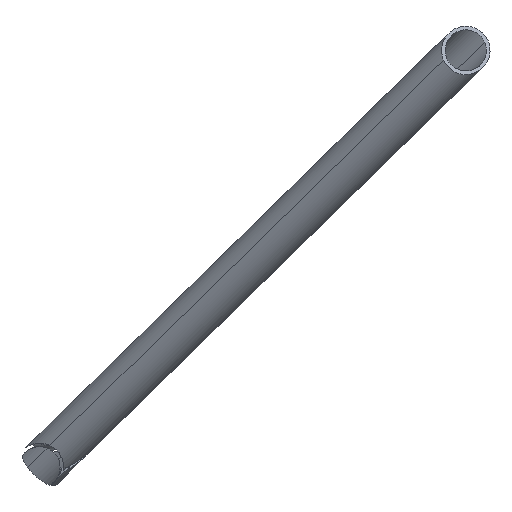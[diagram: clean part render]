
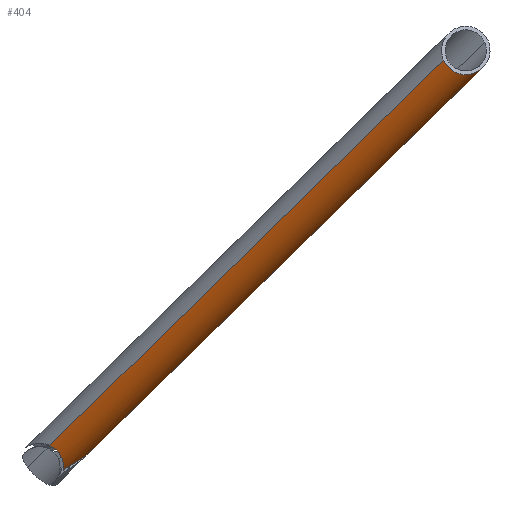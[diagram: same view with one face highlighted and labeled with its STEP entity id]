
A CAD part, front view. The second image highlights one B-rep face of the part: STEP entity #404.
In plain terms, the highlighted cylindrical face has radius 10 mm (diameter 20 mm), a partial arc.
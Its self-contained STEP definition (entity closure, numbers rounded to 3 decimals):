
#88=CARTESIAN_POINT('Vertex',(-2096.059,205.979,283.915)) ;
#90=CARTESIAN_POINT('Vertex',(-2114.399,193.591,275.937)) ;
#94=CARTESIAN_POINT('Control Point',(-2114.399,193.591,275.937)) ;
#95=CARTESIAN_POINT('Control Point',(-2114.116,193.424,275.287)) ;
#96=CARTESIAN_POINT('Control Point',(-2113.772,193.294,274.654)) ;
#97=CARTESIAN_POINT('Control Point',(-2113.368,193.204,274.047)) ;
#98=CARTESIAN_POINT('Control Point',(-2112.458,193.114,272.923)) ;
#99=CARTESIAN_POINT('Control Point',(-2111.361,193.196,271.978)) ;
#100=CARTESIAN_POINT('Control Point',(-2110.781,193.279,271.564)) ;
#101=CARTESIAN_POINT('Control Point',(-2109.696,193.497,270.925)) ;
#102=CARTESIAN_POINT('Control Point',(-2108.552,193.828,270.471)) ;
#103=CARTESIAN_POINT('Control Point',(-2108.042,193.994,270.308)) ;
#104=CARTESIAN_POINT('Control Point',(-2106.976,194.376,270.042)) ;
#105=CARTESIAN_POINT('Control Point',(-2105.909,194.828,269.926)) ;
#106=CARTESIAN_POINT('Control Point',(-2105.36,195.078,269.905)) ;
#107=CARTESIAN_POINT('Control Point',(-2103.908,195.785,269.946)) ;
#108=CARTESIAN_POINT('Control Point',(-2102.523,196.577,270.239)) ;
#109=CARTESIAN_POINT('Control Point',(-2101.694,197.097,270.513)) ;
#110=CARTESIAN_POINT('Control Point',(-2099.767,198.414,271.384)) ;
#111=CARTESIAN_POINT('Control Point',(-2098.149,199.793,272.706)) ;
#112=CARTESIAN_POINT('Control Point',(-2097.317,200.614,273.627)) ;
#113=CARTESIAN_POINT('Control Point',(-2096.199,201.931,275.325)) ;
#114=CARTESIAN_POINT('Control Point',(-2095.533,203.157,277.29)) ;
#115=CARTESIAN_POINT('Control Point',(-2095.349,203.613,278.085)) ;
#116=CARTESIAN_POINT('Control Point',(-2095.176,204.333,279.462)) ;
#117=CARTESIAN_POINT('Control Point',(-2095.25,204.959,280.888)) ;
#118=CARTESIAN_POINT('Control Point',(-2095.322,205.193,281.467)) ;
#119=CARTESIAN_POINT('Control Point',(-2095.491,205.504,282.311)) ;
#120=CARTESIAN_POINT('Control Point',(-2095.755,205.766,283.144)) ;
#121=CARTESIAN_POINT('Control Point',(-2095.847,205.842,283.404)) ;
#122=CARTESIAN_POINT('Control Point',(-2095.949,205.914,283.661)) ;
#123=CARTESIAN_POINT('Control Point',(-2096.059,205.979,283.915)) ;
#201=CARTESIAN_POINT('Line Origine',(326972.763,-194515.837,322242.377)) ;
#205=CARTESIAN_POINT('Vertex',(-2277.204,289.917,116.655)) ;
#208=CARTESIAN_POINT('Line Origine',(326982.948,-194498.624,322242.377)) ;
#212=CARTESIAN_POINT('Vertex',(-2100.061,208.347,280.)) ;
#215=CARTESIAN_POINT('Line Origine',(326982.948,-194498.624,322242.377)) ;
#219=CARTESIAN_POINT('Vertex',(-2266.456,306.797,117.206)) ;
#322=CARTESIAN_POINT('Axis2P3D Location',(-2193.249,251.864,193.811)) ;
#328=CARTESIAN_POINT('Control Point',(-2270.901,293.955,107.157)) ;
#329=CARTESIAN_POINT('Control Point',(-2271.128,294.183,106.858)) ;
#330=CARTESIAN_POINT('Control Point',(-2271.357,294.412,106.559)) ;
#331=CARTESIAN_POINT('Control Point',(-2271.586,294.641,106.261)) ;
#332=CARTESIAN_POINT('Vertex',(-2270.901,293.955,107.157)) ;
#334=CARTESIAN_POINT('Vertex',(-2271.586,294.641,106.261)) ;
#338=CARTESIAN_POINT('Control Point',(-2270.901,293.955,107.157)) ;
#339=CARTESIAN_POINT('Control Point',(-2270.601,293.948,107.31)) ;
#340=CARTESIAN_POINT('Control Point',(-2270.302,293.945,107.465)) ;
#341=CARTESIAN_POINT('Control Point',(-2270.005,293.945,107.621)) ;
#342=CARTESIAN_POINT('Vertex',(-2270.005,293.945,107.621)) ;
#346=CARTESIAN_POINT('Control Point',(-2270.005,293.945,107.621)) ;
#347=CARTESIAN_POINT('Control Point',(-2268.911,293.945,108.196)) ;
#348=CARTESIAN_POINT('Control Point',(-2267.828,293.986,108.791)) ;
#349=CARTESIAN_POINT('Control Point',(-2266.764,294.074,109.405)) ;
#350=CARTESIAN_POINT('Control Point',(-2264.726,294.353,110.648)) ;
#351=CARTESIAN_POINT('Control Point',(-2262.814,294.908,111.992)) ;
#352=CARTESIAN_POINT('Control Point',(-2261.932,295.256,112.668)) ;
#353=CARTESIAN_POINT('Control Point',(-2260.758,295.908,113.681)) ;
#354=CARTESIAN_POINT('Control Point',(-2259.905,296.879,114.717)) ;
#355=CARTESIAN_POINT('Control Point',(-2259.687,297.199,115.025)) ;
#356=CARTESIAN_POINT('Control Point',(-2259.374,297.86,115.588)) ;
#357=CARTESIAN_POINT('Control Point',(-2259.268,298.618,116.101)) ;
#358=CARTESIAN_POINT('Control Point',(-2259.27,298.986,116.321)) ;
#359=CARTESIAN_POINT('Control Point',(-2259.398,299.883,116.793)) ;
#360=CARTESIAN_POINT('Control Point',(-2259.778,300.776,117.13)) ;
#361=CARTESIAN_POINT('Control Point',(-2260.068,301.28,117.279)) ;
#362=CARTESIAN_POINT('Control Point',(-2260.885,302.455,117.552)) ;
#363=CARTESIAN_POINT('Control Point',(-2261.908,303.499,117.638)) ;
#364=CARTESIAN_POINT('Control Point',(-2262.552,304.076,117.643)) ;
#365=CARTESIAN_POINT('Control Point',(-2263.702,305.002,117.59)) ;
#366=CARTESIAN_POINT('Control Point',(-2264.911,305.837,117.45)) ;
#367=CARTESIAN_POINT('Control Point',(-2265.42,306.169,117.379)) ;
#368=CARTESIAN_POINT('Control Point',(-2265.936,306.489,117.297)) ;
#369=CARTESIAN_POINT('Control Point',(-2266.456,306.797,117.206)) ;
#372=CARTESIAN_POINT('Control Point',(-2271.493,293.139,107.621)) ;
#373=CARTESIAN_POINT('Control Point',(-2271.493,292.412,108.324)) ;
#374=CARTESIAN_POINT('Control Point',(-2271.555,291.717,109.059)) ;
#375=CARTESIAN_POINT('Control Point',(-2271.689,291.061,109.831)) ;
#376=CARTESIAN_POINT('Control Point',(-2272.067,290.077,111.167)) ;
#377=CARTESIAN_POINT('Control Point',(-2272.756,289.385,112.546)) ;
#378=CARTESIAN_POINT('Control Point',(-2273.087,289.166,113.099)) ;
#379=CARTESIAN_POINT('Control Point',(-2273.98,288.844,114.332)) ;
#380=CARTESIAN_POINT('Control Point',(-2275.119,288.961,115.402)) ;
#381=CARTESIAN_POINT('Control Point',(-2275.813,289.18,115.913)) ;
#382=CARTESIAN_POINT('Control Point',(-2276.512,289.508,116.326)) ;
#383=CARTESIAN_POINT('Control Point',(-2277.204,289.917,116.655)) ;
#384=CARTESIAN_POINT('Vertex',(-2271.493,293.139,107.621)) ;
#388=CARTESIAN_POINT('Control Point',(-2271.586,294.641,106.261)) ;
#389=CARTESIAN_POINT('Control Point',(-2271.526,294.128,106.698)) ;
#390=CARTESIAN_POINT('Control Point',(-2271.493,293.625,107.151)) ;
#391=CARTESIAN_POINT('Control Point',(-2271.493,293.139,107.621)) ;
#202=DIRECTION('Vector Direction',(0.658,-0.39,0.644)) ;
#209=DIRECTION('Vector Direction',(0.658,-0.39,0.644)) ;
#216=DIRECTION('Vector Direction',(0.658,-0.39,0.644)) ;
#323=DIRECTION('Axis2P3D Direction',(0.658,-0.39,0.644)) ;
#324=DIRECTION('Axis2P3D XDirection',(-0.509,-0.861,0.)) ;
#325=AXIS2_PLACEMENT_3D('Cylinder Axis2P3D',#322,#323,#324) ;
#394=ORIENTED_EDGE('',*,*,#336,.F.) ;
#395=ORIENTED_EDGE('',*,*,#344,.T.) ;
#396=ORIENTED_EDGE('',*,*,#370,.T.) ;
#397=ORIENTED_EDGE('',*,*,#221,.T.) ;
#398=ORIENTED_EDGE('',*,*,#214,.T.) ;
#399=ORIENTED_EDGE('',*,*,#124,.F.) ;
#400=ORIENTED_EDGE('',*,*,#207,.F.) ;
#401=ORIENTED_EDGE('',*,*,#386,.F.) ;
#402=ORIENTED_EDGE('',*,*,#392,.F.) ;
#203=VECTOR('Line Direction',#202,1.) ;
#210=VECTOR('Line Direction',#209,1.) ;
#217=VECTOR('Line Direction',#216,1.) ;
#404=ADVANCED_FACE('Corps principal',(#403),#326,.T.) ;
#93=B_SPLINE_CURVE_WITH_KNOTS('',5,(#94,#95,#96,#97,#98,#99,#100,#101,#102,#103,#104,#105,#106,#107,#108,#109,#110,#111,#112,#113,#114,#115,#116,#117,#118,#119,#120,#121,#122,#123),.UNSPECIFIED.,.F.,.U.,(6,3,3,3,3,3,3,3,3,6),(0.,5.151,10.191,14.139,18.4,25.539,35.948,42.515,46.947,48.964),.UNSPECIFIED.) ;
#327=B_SPLINE_CURVE_WITH_KNOTS('',3,(#328,#329,#330,#331),.UNSPECIFIED.,.F.,.U.,(4,4),(0.358,2.225),.UNSPECIFIED.) ;
#337=B_SPLINE_CURVE_WITH_KNOTS('',3,(#338,#339,#340,#341),.UNSPECIFIED.,.F.,.U.,(4,4),(22.999,24.426),.UNSPECIFIED.) ;
#345=B_SPLINE_CURVE_WITH_KNOTS('',5,(#346,#347,#348,#349,#350,#351,#352,#353,#354,#355,#356,#357,#358,#359,#360,#361,#362,#363,#364,#365,#366,#367,#368,#369),.UNSPECIFIED.,.F.,.U.,(6,3,3,3,3,3,3,6),(0.,8.737,16.953,20.413,23.42,27.585,33.69,38.015),.UNSPECIFIED.) ;
#371=B_SPLINE_CURVE_WITH_KNOTS('',5,(#372,#373,#374,#375,#376,#377,#378,#379,#380,#381,#382,#383),.UNSPECIFIED.,.F.,.U.,(6,3,3,6),(0.,7.15,11.893,18.031),.UNSPECIFIED.) ;
#387=B_SPLINE_CURVE_WITH_KNOTS('',3,(#388,#389,#390,#391),.UNSPECIFIED.,.F.,.U.,(4,4),(15.257,18.128),.UNSPECIFIED.) ;
#326=CYLINDRICAL_SURFACE('generated cylinder',#325,10.) ;
#124=EDGE_CURVE('',#91,#89,#93,.T.) ;
#207=EDGE_CURVE('',#206,#91,#204,.T.) ;
#214=EDGE_CURVE('',#213,#89,#211,.T.) ;
#221=EDGE_CURVE('',#220,#213,#218,.T.) ;
#336=EDGE_CURVE('',#333,#335,#327,.T.) ;
#344=EDGE_CURVE('',#333,#343,#337,.T.) ;
#370=EDGE_CURVE('',#343,#220,#345,.T.) ;
#386=EDGE_CURVE('',#385,#206,#371,.T.) ;
#392=EDGE_CURVE('',#335,#385,#387,.T.) ;
#393=EDGE_LOOP('',(#394,#395,#396,#397,#398,#399,#400,#401,#402)) ;
#403=FACE_OUTER_BOUND('',#393,.T.) ;
#204=LINE('Line',#201,#203) ;
#211=LINE('Line',#208,#210) ;
#218=LINE('Line',#215,#217) ;
#89=VERTEX_POINT('',#88) ;
#91=VERTEX_POINT('',#90) ;
#206=VERTEX_POINT('',#205) ;
#213=VERTEX_POINT('',#212) ;
#220=VERTEX_POINT('',#219) ;
#333=VERTEX_POINT('',#332) ;
#335=VERTEX_POINT('',#334) ;
#343=VERTEX_POINT('',#342) ;
#385=VERTEX_POINT('',#384) ;
